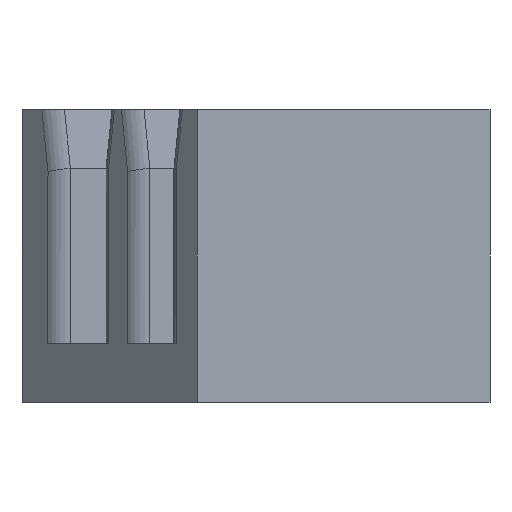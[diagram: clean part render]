
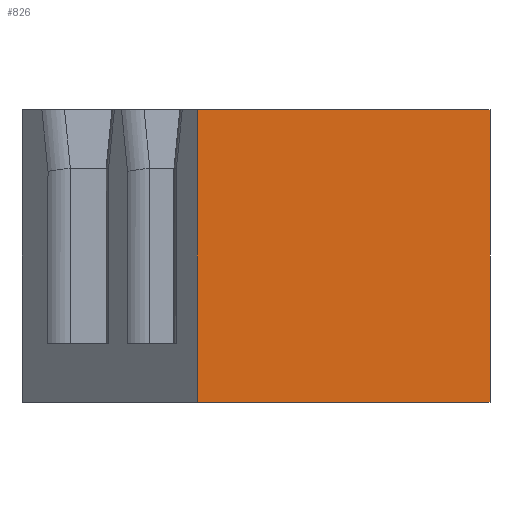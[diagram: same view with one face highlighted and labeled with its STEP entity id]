
A CAD part, left-side view. The second image highlights one B-rep face of the part: STEP entity #826.
In plain terms, the highlighted planar face has unit normal (-1, 0, 0).
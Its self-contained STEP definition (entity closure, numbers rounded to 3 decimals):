
#104 = VERTEX_POINT('',#105);
#105 = CARTESIAN_POINT('',(0.,25.,0.));
#111 = EDGE_CURVE('',#104,#112,#114,.T.);
#112 = VERTEX_POINT('',#113);
#113 = CARTESIAN_POINT('',(0.,25.,25.));
#114 = LINE('',#115,#116);
#115 = CARTESIAN_POINT('',(0.,25.,0.));
#116 = VECTOR('',#117,1.);
#117 = DIRECTION('',(0.,0.,1.));
#750 = EDGE_CURVE('',#751,#112,#753,.T.);
#751 = VERTEX_POINT('',#752);
#752 = CARTESIAN_POINT('',(0.,0.,25.));
#753 = LINE('',#754,#755);
#754 = CARTESIAN_POINT('',(0.,0.,25.));
#755 = VECTOR('',#756,1.);
#756 = DIRECTION('',(0.,1.,0.));
#826 = ADVANCED_FACE('',(#827),#845,.T.);
#827 = FACE_BOUND('',#828,.T.);
#828 = EDGE_LOOP('',(#829,#837,#838,#839));
#829 = ORIENTED_EDGE('',*,*,#830,.T.);
#830 = EDGE_CURVE('',#831,#751,#833,.T.);
#831 = VERTEX_POINT('',#832);
#832 = CARTESIAN_POINT('',(0.,0.,0.));
#833 = LINE('',#834,#835);
#834 = CARTESIAN_POINT('',(0.,0.,0.));
#835 = VECTOR('',#836,1.);
#836 = DIRECTION('',(0.,0.,1.));
#837 = ORIENTED_EDGE('',*,*,#750,.T.);
#838 = ORIENTED_EDGE('',*,*,#111,.F.);
#839 = ORIENTED_EDGE('',*,*,#840,.F.);
#840 = EDGE_CURVE('',#831,#104,#841,.T.);
#841 = LINE('',#842,#843);
#842 = CARTESIAN_POINT('',(0.,0.,0.));
#843 = VECTOR('',#844,1.);
#844 = DIRECTION('',(0.,1.,0.));
#845 = PLANE('',#846);
#846 = AXIS2_PLACEMENT_3D('',#847,#848,#849);
#847 = CARTESIAN_POINT('',(0.,0.,0.));
#848 = DIRECTION('',(-1.,0.,0.));
#849 = DIRECTION('',(0.,1.,0.));
